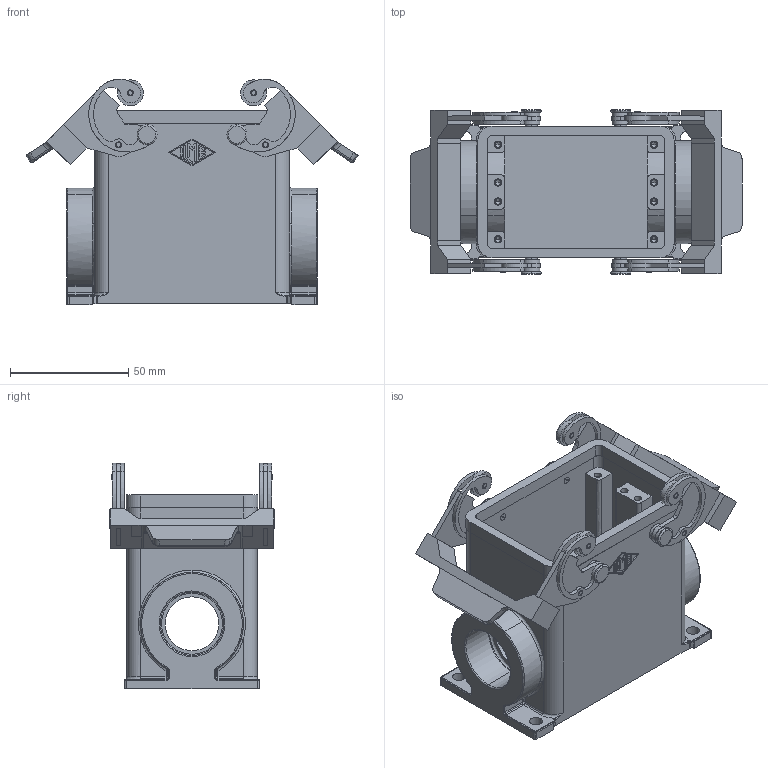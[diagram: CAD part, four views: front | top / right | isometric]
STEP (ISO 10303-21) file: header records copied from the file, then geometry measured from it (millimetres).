
FILE_DESCRIPTION((''),'2;1');
FILE_NAME('CHP 50.221.stp','2006-12-20T15:29:04',('gembarski'),(''),'Autodesk Inventor 7','Autodesk Inventor 7','');
FILE_SCHEMA(('AUTOMOTIVE_DESIGN { 1 0 10303 214 1 1 1 1 }'));
Length unit declared in the file: millimetre
Products named in the file (1): CHP 50.221
Bounding box: 140.49 x 69.8 x 95.44 mm (x, y, z)
Volume: 160656.8 mm3; surface area: 75881.8 mm2
Topology: 1 solids, 5 shells, 910 faces, 2387 edges, 1522 vertices
Faces by surface type: bspline 357, cylinder 295, plane 196, torus 50, cone 12
Entity records: 33515 total; most frequent: CARTESIAN_POINT 11303, ORIENTED_EDGE 4734, DIRECTION 4675, EDGE_CURVE 2367, AXIS2_PLACEMENT_3D 1798, VERTEX_POINT 1522, CIRCLE 1208, VECTOR 1079
